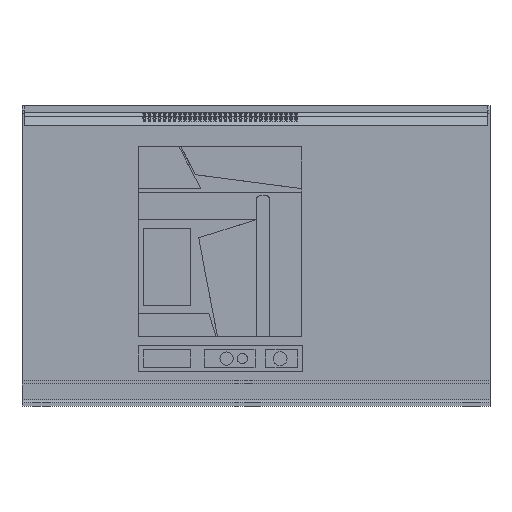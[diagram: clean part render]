
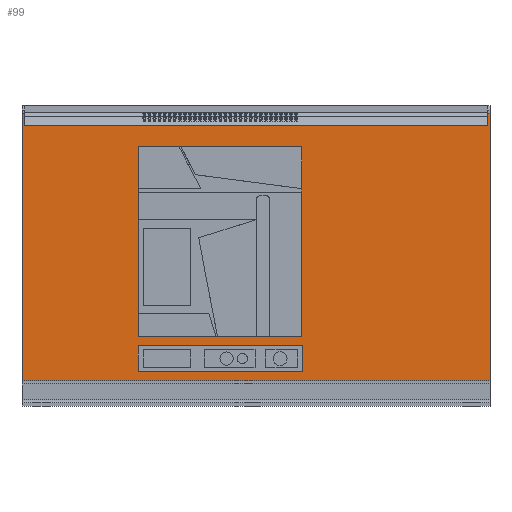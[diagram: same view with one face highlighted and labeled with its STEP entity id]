
A CAD part, top view. The second image highlights one B-rep face of the part: STEP entity #99.
In plain terms, the highlighted planar face has unit normal (0, 0, 1).
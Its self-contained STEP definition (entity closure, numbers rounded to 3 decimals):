
#3 = CARTESIAN_POINT ( 'NONE',  ( -370., 0., 0. ) ) ;
#83 = DIRECTION ( 'NONE',  ( 0., -1., 0. ) ) ;
#99 = ADVANCED_FACE ( 'NONE', ( #9584, #1864, #7266 ), #3953, .F. ) ;
#192 = EDGE_CURVE ( 'NONE', #14167, #19546, #4196, .T. ) ;
#659 = VECTOR ( 'NONE', #12411, 1000. ) ;
#854 = CARTESIAN_POINT ( 'NONE',  ( -472.182, 402.873, 0. ) ) ;
#862 = CARTESIAN_POINT ( 'NONE',  ( 366., 402.873, 0. ) ) ;
#1434 = VERTEX_POINT ( 'NONE', #3 ) ;
#1652 = ORIENTED_EDGE ( 'NONE', *, *, #192, .F. ) ;
#1676 = ORIENTED_EDGE ( 'NONE', *, *, #18045, .F. ) ;
#1759 = CARTESIAN_POINT ( 'NONE',  ( -186.5, 15., 0. ) ) ;
#1864 = FACE_OUTER_BOUND ( 'NONE', #12052, .T. ) ;
#1900 = CARTESIAN_POINT ( 'NONE',  ( -370., 423., 0. ) ) ;
#2004 = VERTEX_POINT ( 'NONE', #7574 ) ;
#2152 = EDGE_CURVE ( 'NONE', #5760, #14167, #17608, .T. ) ;
#2555 = CARTESIAN_POINT ( 'NONE',  ( -186.5, 15., 0. ) ) ;
#2670 = CARTESIAN_POINT ( 'NONE',  ( 370., 0., 0. ) ) ;
#2818 = CARTESIAN_POINT ( 'NONE',  ( 72.5, 370., 0. ) ) ;
#3261 = ORIENTED_EDGE ( 'NONE', *, *, #10415, .T. ) ;
#3316 = CARTESIAN_POINT ( 'NONE',  ( 73.5, 55., 0. ) ) ;
#3424 = EDGE_CURVE ( 'NONE', #2004, #21575, #16608, .T. ) ;
#3553 = CARTESIAN_POINT ( 'NONE',  ( -185.5, 370., 0. ) ) ;
#3904 = VECTOR ( 'NONE', #9178, 1000. ) ;
#3953 = PLANE ( 'NONE',  #8627 ) ;
#4093 = VECTOR ( 'NONE', #23032, 1000. ) ;
#4152 = CARTESIAN_POINT ( 'NONE',  ( 366., 402.873, 0. ) ) ;
#4196 = LINE ( 'NONE', #15457, #10586 ) ;
#4222 = CARTESIAN_POINT ( 'NONE',  ( -185.5, 70., 0. ) ) ;
#4328 = CARTESIAN_POINT ( 'NONE',  ( -186.5, 55., 0. ) ) ;
#4338 = VECTOR ( 'NONE', #5612, 1000. ) ;
#4560 = CARTESIAN_POINT ( 'NONE',  ( 370., 423., 0. ) ) ;
#4645 = LINE ( 'NONE', #854, #4093 ) ;
#4699 = LINE ( 'NONE', #12173, #659 ) ;
#5227 = ORIENTED_EDGE ( 'NONE', *, *, #3424, .F. ) ;
#5352 = CARTESIAN_POINT ( 'NONE',  ( -186.5, 55., 0. ) ) ;
#5612 = DIRECTION ( 'NONE',  ( 0., 1., 0. ) ) ;
#5760 = VERTEX_POINT ( 'NONE', #9573 ) ;
#6252 = EDGE_CURVE ( 'NONE', #23135, #7675, #12987, .T. ) ;
#6453 = ORIENTED_EDGE ( 'NONE', *, *, #19137, .F. ) ;
#6578 = CARTESIAN_POINT ( 'NONE',  ( -370., 423., 0. ) ) ;
#6597 = CARTESIAN_POINT ( 'NONE',  ( 72.5, 70., 0. ) ) ;
#6601 = ORIENTED_EDGE ( 'NONE', *, *, #16513, .F. ) ;
#6747 = VECTOR ( 'NONE', #22721, 1000. ) ;
#6999 = CARTESIAN_POINT ( 'NONE',  ( 73.5, 15., 0. ) ) ;
#7266 = FACE_BOUND ( 'NONE', #18004, .T. ) ;
#7574 = CARTESIAN_POINT ( 'NONE',  ( 366., 423., 0. ) ) ;
#7675 = VERTEX_POINT ( 'NONE', #8804 ) ;
#8513 = ORIENTED_EDGE ( 'NONE', *, *, #10206, .F. ) ;
#8555 = DIRECTION ( 'NONE',  ( 1., 0., 0. ) ) ;
#8627 = AXIS2_PLACEMENT_3D ( 'NONE', #9105, #18900, #14983 ) ;
#8654 = VECTOR ( 'NONE', #19762, 1000. ) ;
#8804 = CARTESIAN_POINT ( 'NONE',  ( -185.5, 370., 0. ) ) ;
#8930 = VECTOR ( 'NONE', #23500, 1000. ) ;
#9105 = CARTESIAN_POINT ( 'NONE',  ( 0., 0., 0. ) ) ;
#9121 = LINE ( 'NONE', #16834, #20375 ) ;
#9178 = DIRECTION ( 'NONE',  ( -1., 0., 0. ) ) ;
#9482 = CARTESIAN_POINT ( 'NONE',  ( 72.5, 70., 0. ) ) ;
#9573 = CARTESIAN_POINT ( 'NONE',  ( -370., 423., 0. ) ) ;
#9584 = FACE_BOUND ( 'NONE', #20441, .T. ) ;
#10005 = CARTESIAN_POINT ( 'NONE',  ( -366., 402.873, 0. ) ) ;
#10145 = LINE ( 'NONE', #2670, #22236 ) ;
#10206 = EDGE_CURVE ( 'NONE', #20875, #23135, #18795, .T. ) ;
#10317 = CARTESIAN_POINT ( 'NONE',  ( -366., 423., 0. ) ) ;
#10415 = EDGE_CURVE ( 'NONE', #21472, #21575, #4699, .T. ) ;
#10586 = VECTOR ( 'NONE', #23065, 1000. ) ;
#10861 = VERTEX_POINT ( 'NONE', #3316 ) ;
#11048 = ORIENTED_EDGE ( 'NONE', *, *, #19083, .F. ) ;
#11224 = EDGE_CURVE ( 'NONE', #1434, #21472, #10145, .T. ) ;
#11439 = LINE ( 'NONE', #19154, #6747 ) ;
#11730 = VECTOR ( 'NONE', #12697, 1000. ) ;
#12052 = EDGE_LOOP ( 'NONE', ( #20435, #1652, #23012, #14278, #12065, #3261, #5227, #14670 ) ) ;
#12065 = ORIENTED_EDGE ( 'NONE', *, *, #11224, .T. ) ;
#12173 = CARTESIAN_POINT ( 'NONE',  ( 370., 0., 0. ) ) ;
#12247 = CARTESIAN_POINT ( 'NONE',  ( -185.5, 70., 0. ) ) ;
#12411 = DIRECTION ( 'NONE',  ( 0., 1., 0. ) ) ;
#12562 = VERTEX_POINT ( 'NONE', #4222 ) ;
#12697 = DIRECTION ( 'NONE',  ( 1., 0., 0. ) ) ;
#12723 = CARTESIAN_POINT ( 'NONE',  ( 73.5, 55., 0. ) ) ;
#12987 = LINE ( 'NONE', #3553, #3904 ) ;
#13183 = EDGE_CURVE ( 'NONE', #14298, #10861, #21921, .T. ) ;
#13760 = LINE ( 'NONE', #4328, #8654 ) ;
#14167 = VERTEX_POINT ( 'NONE', #10317 ) ;
#14278 = ORIENTED_EDGE ( 'NONE', *, *, #16992, .T. ) ;
#14298 = VERTEX_POINT ( 'NONE', #6999 ) ;
#14653 = VECTOR ( 'NONE', #21428, 1000. ) ;
#14670 = ORIENTED_EDGE ( 'NONE', *, *, #17765, .T. ) ;
#14983 = DIRECTION ( 'NONE',  ( -1., 0., 0. ) ) ;
#15363 = EDGE_CURVE ( 'NONE', #16364, #16891, #13760, .T. ) ;
#15457 = CARTESIAN_POINT ( 'NONE',  ( -366., 402.873, 0. ) ) ;
#15788 = LINE ( 'NONE', #2555, #14653 ) ;
#15821 = CARTESIAN_POINT ( 'NONE',  ( 370., 0., 0. ) ) ;
#16026 = LINE ( 'NONE', #12247, #20539 ) ;
#16364 = VERTEX_POINT ( 'NONE', #5352 ) ;
#16472 = DIRECTION ( 'NONE',  ( -1., 0., 0. ) ) ;
#16513 = EDGE_CURVE ( 'NONE', #7675, #12562, #16614, .T. ) ;
#16608 = LINE ( 'NONE', #1900, #11730 ) ;
#16614 = LINE ( 'NONE', #18700, #21618 ) ;
#16748 = VECTOR ( 'NONE', #18913, 1000. ) ;
#16834 = CARTESIAN_POINT ( 'NONE',  ( -186.5, 55., 0. ) ) ;
#16891 = VERTEX_POINT ( 'NONE', #1759 ) ;
#16992 = EDGE_CURVE ( 'NONE', #5760, #1434, #11439, .T. ) ;
#17346 = ORIENTED_EDGE ( 'NONE', *, *, #13183, .F. ) ;
#17608 = LINE ( 'NONE', #6578, #8930 ) ;
#17765 = EDGE_CURVE ( 'NONE', #2004, #23184, #20937, .T. ) ;
#18004 = EDGE_LOOP ( 'NONE', ( #22923, #1676, #17346, #11048 ) ) ;
#18045 = EDGE_CURVE ( 'NONE', #10861, #16364, #9121, .T. ) ;
#18700 = CARTESIAN_POINT ( 'NONE',  ( -185.5, 70., 0. ) ) ;
#18795 = LINE ( 'NONE', #9482, #16748 ) ;
#18900 = DIRECTION ( 'NONE',  ( 0., 0., -1. ) ) ;
#18913 = DIRECTION ( 'NONE',  ( 0., 1., 0. ) ) ;
#19083 = EDGE_CURVE ( 'NONE', #16891, #14298, #15788, .T. ) ;
#19093 = DIRECTION ( 'NONE',  ( 0., -1., 0. ) ) ;
#19111 = EDGE_CURVE ( 'NONE', #19546, #23184, #4645, .T. ) ;
#19137 = EDGE_CURVE ( 'NONE', #12562, #20875, #16026, .T. ) ;
#19154 = CARTESIAN_POINT ( 'NONE',  ( -370., 0., 0. ) ) ;
#19546 = VERTEX_POINT ( 'NONE', #10005 ) ;
#19724 = DIRECTION ( 'NONE',  ( 1., 0., 0. ) ) ;
#19762 = DIRECTION ( 'NONE',  ( 0., -1., 0. ) ) ;
#20375 = VECTOR ( 'NONE', #16472, 1000. ) ;
#20435 = ORIENTED_EDGE ( 'NONE', *, *, #19111, .F. ) ;
#20441 = EDGE_LOOP ( 'NONE', ( #6601, #21290, #8513, #6453 ) ) ;
#20539 = VECTOR ( 'NONE', #19724, 1000. ) ;
#20875 = VERTEX_POINT ( 'NONE', #6597 ) ;
#20937 = LINE ( 'NONE', #4152, #21546 ) ;
#21290 = ORIENTED_EDGE ( 'NONE', *, *, #6252, .F. ) ;
#21428 = DIRECTION ( 'NONE',  ( 1., 0., 0. ) ) ;
#21472 = VERTEX_POINT ( 'NONE', #15821 ) ;
#21546 = VECTOR ( 'NONE', #19093, 1000. ) ;
#21575 = VERTEX_POINT ( 'NONE', #4560 ) ;
#21618 = VECTOR ( 'NONE', #83, 1000. ) ;
#21921 = LINE ( 'NONE', #12723, #4338 ) ;
#22236 = VECTOR ( 'NONE', #8555, 1000. ) ;
#22721 = DIRECTION ( 'NONE',  ( 0., -1., 0. ) ) ;
#22923 = ORIENTED_EDGE ( 'NONE', *, *, #15363, .F. ) ;
#23012 = ORIENTED_EDGE ( 'NONE', *, *, #2152, .F. ) ;
#23032 = DIRECTION ( 'NONE',  ( 1., 0., 0. ) ) ;
#23065 = DIRECTION ( 'NONE',  ( 0., -1., 0. ) ) ;
#23135 = VERTEX_POINT ( 'NONE', #2818 ) ;
#23184 = VERTEX_POINT ( 'NONE', #862 ) ;
#23500 = DIRECTION ( 'NONE',  ( 1., 0., 0. ) ) ;
